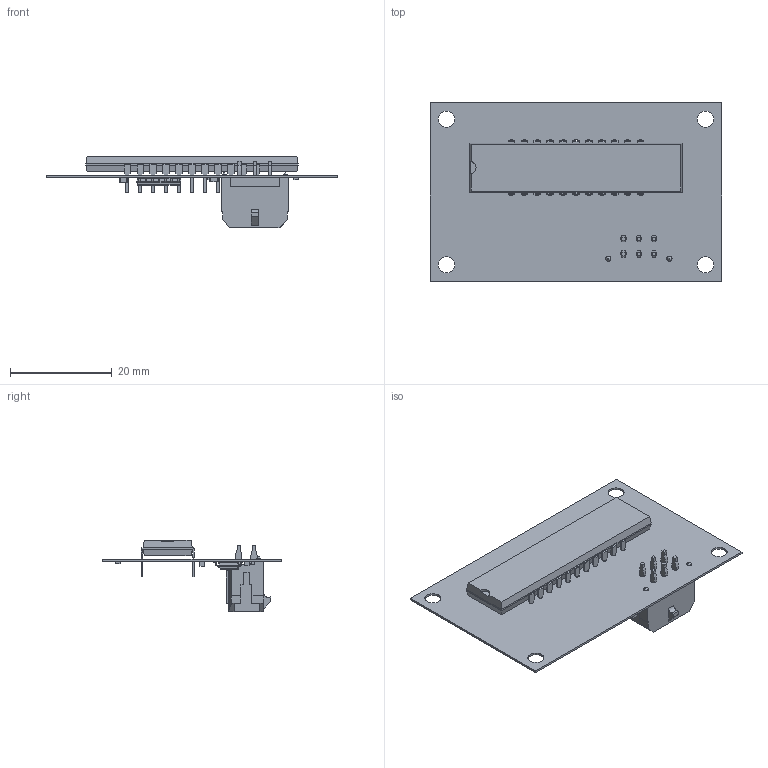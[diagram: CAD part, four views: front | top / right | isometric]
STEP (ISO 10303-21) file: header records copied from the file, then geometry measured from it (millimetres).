
FILE_DESCRIPTION(('Open CASCADE Model'),'2;1');
FILE_NAME('Open CASCADE Shape Model','2020-01-07T14:42:32',('Author'),( 'Open CASCADE'),'Open CASCADE STEP processor 6.8','Open CASCADE 6.8' ,'Unknown');
FILE_SCHEMA(('AUTOMOTIVE_DESIGN { 1 0 10303 214 1 1 1 1 }'));
Length unit declared in the file: millimetre
Products named in the file (41): PCB; Board; Open CASCADE STEP translator 6.8 1.1.1; X1; 449140601_RGB4408131; Open CASCADE STEP translator 6.8 1.2.1.1; Open CASCADE STEP translator 6.8 1.2.1.2; U1; SOIC-14akaD0014AakaM14A; M14A_ASM_33_ASM; BODY_M14A_20; LEAD_M14A_46; C1; 6501106288; Extruded; 6562643808; R3; 6562642528; 6562642048; R2; 6562643408; 6562643088; R1; 6562641808; 6562641328; IC1; 6557255376; Body; PinsArrayLR; C2; 6562641008; 6562640528
Assembly tree (58 placements, depth 5):
  PCB
    Board
      Open CASCADE STEP translator 6.8 1.1.1
    X1
      449140601_RGB4408131
        Open CASCADE STEP translator 6.8 1.2.1.1
        Open CASCADE STEP translator 6.8 1.2.1.2
    U1
      SOIC-14akaD0014AakaM14A
        M14A_ASM_33_ASM
          BODY_M14A_20
          LEAD_M14A_46  x14
    C1
      6501106288  x2
        Extruded
      6562643808
        Extruded
    R3
      6562642528  x2
        Extruded
      6562642048
        Extruded
    R2
      6562643408
        Extruded
      6562643088  x2
        Extruded
    R1
      6562641808  x2
        Extruded
      6562641328
        Extruded
    IC1
      6557255376
        Body
        PinsArrayLR
    C2
      6562641008  x2
        Extruded
      6562640528
        Extruded
Bounding box: 57.15 x 34.92 x 14.09 mm (x, y, z)
Volume: 2629.4 mm3; surface area: 6759.3 mm2
Topology: 55 solids, 55 shells, 896 faces, 2248 edges, 1510 vertices
Faces by surface type: plane 727, cylinder 155, sphere 10, cone 4
Full cylindrical faces by diameter (mm): 0.82 x22, 1.02 x3, 1.09 x5, 3.175 x4
Entity records: 23450 total; most frequent: CARTESIAN_POINT 3685, DIRECTION 3410, ORIENTED_EDGE 3390, EDGE_CURVE 1695, LINE 1500, VECTOR 1500, VERTEX_POINT 1108, AXIS2_PLACEMENT_3D 955
